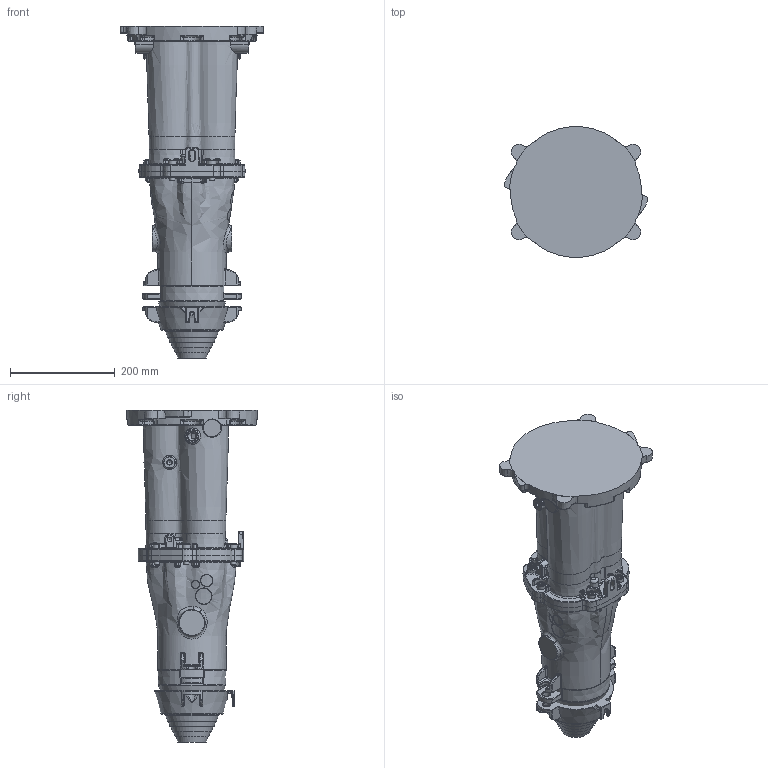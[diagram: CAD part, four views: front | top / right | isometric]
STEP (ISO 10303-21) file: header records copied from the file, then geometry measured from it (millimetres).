
FILE_DESCRIPTION(/* description */ ('Ex Armoured Housing SS (Render Model)'),/* implementation_level */ '2;1');
FILE_NAME(/* name */ 'Ex Arm. PILC (RS949SS_SLD).stp',/* time_stamp */ '2019-07-05T14:21:23+10:00',/* author */ ('t.ralph531'),/* organization */ (''),/* preprocessor_version */ 'ST-DEVELOPER v16.5',/* originating_system */ 'Autodesk Inventor 2017',/* authorisation */ '');
FILE_SCHEMA (('AUTOMOTIVE_DESIGN { 1 0 10303 214 3 1 1 }'));
Products named in the file (8): RS972SS_SLD; 2481_SLD; 2487_SLD; 2488_SLD; 2489_SLD; 3190_SLD; 2477_SLD; 1470
Assembly tree (12 placements, depth 2):
  RS972SS_SLD
    2481_SLD
    2487_SLD
    2488_SLD
    2489_SLD
    3190_SLD
    2477_SLD
    1470  x6
Bounding box: 274.35 x 248.97 x 633.47 mm (x, y, z)
Volume: 12089978.4 mm3; surface area: 683800 mm2
Topology: 12 solids, 12 shells, 1849 faces, 4440 edges, 2610 vertices
Faces by surface type: bspline 517, torus 349, plane 343, cone 304, cylinder 270, sphere 66
Full cylindrical faces by diameter (mm): 8.376 x4, 10 x6, 10.2 x12, 16 x6, 22 x3, 92 x1
Entity records: 87971 total; most frequent: CARTESIAN_POINT 49721, ORIENTED_EDGE 8066, DIRECTION 7709, EDGE_CURVE 4033, AXIS2_PLACEMENT_3D 3450, VERTEX_POINT 2424, CIRCLE 1972, EDGE_LOOP 1839
